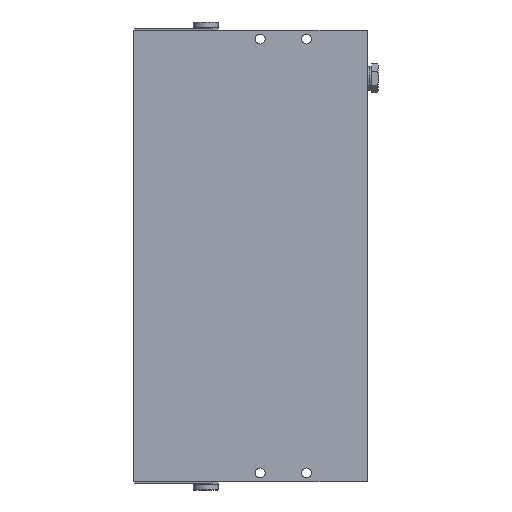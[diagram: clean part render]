
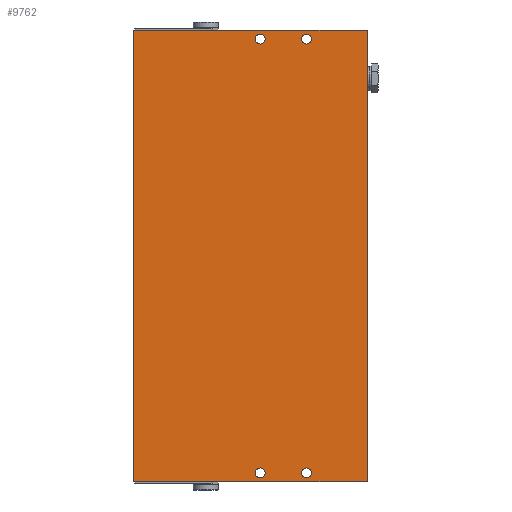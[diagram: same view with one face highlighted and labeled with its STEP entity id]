
A CAD part, front view. The second image highlights one B-rep face of the part: STEP entity #9762.
In plain terms, the highlighted planar face has unit normal (0, -1, 0).
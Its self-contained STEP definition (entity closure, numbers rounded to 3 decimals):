
#616=LINE('',#15488,#1246);
#661=LINE('',#15703,#1291);
#662=LINE('',#15713,#1292);
#663=LINE('',#15715,#1293);
#1246=VECTOR('',#12203,1000.);
#1291=VECTOR('',#12378,1000.);
#1292=VECTOR('',#12389,1000.);
#1293=VECTOR('',#12390,1000.);
#2146=ORIENTED_EDGE('',*,*,#4643,.T.);
#2147=ORIENTED_EDGE('',*,*,#4644,.T.);
#2148=ORIENTED_EDGE('',*,*,#4645,.T.);
#2149=ORIENTED_EDGE('',*,*,#4646,.T.);
#2150=ORIENTED_EDGE('',*,*,#4647,.T.);
#2151=ORIENTED_EDGE('',*,*,#4648,.F.);
#2152=ORIENTED_EDGE('',*,*,#4536,.F.);
#2153=ORIENTED_EDGE('',*,*,#4642,.T.);
#4536=EDGE_CURVE('',#5785,#5786,#616,.T.);
#4642=EDGE_CURVE('',#5785,#5890,#661,.T.);
#4643=EDGE_CURVE('',#5891,#5891,#6705,.T.);
#4644=EDGE_CURVE('',#5892,#5892,#6706,.T.);
#4645=EDGE_CURVE('',#5893,#5893,#6707,.T.);
#4646=EDGE_CURVE('',#5894,#5894,#6708,.T.);
#4647=EDGE_CURVE('',#5890,#5895,#662,.T.);
#4648=EDGE_CURVE('',#5786,#5895,#663,.T.);
#5785=VERTEX_POINT('',#15487);
#5786=VERTEX_POINT('',#15489);
#5890=VERTEX_POINT('',#15702);
#5891=VERTEX_POINT('',#15706);
#5892=VERTEX_POINT('',#15708);
#5893=VERTEX_POINT('',#15710);
#5894=VERTEX_POINT('',#15712);
#5895=VERTEX_POINT('',#15714);
#6705=CIRCLE('',#10707,2.75);
#6706=CIRCLE('',#10708,2.75);
#6707=CIRCLE('',#10709,2.75);
#6708=CIRCLE('',#10710,2.75);
#7237=EDGE_LOOP('',(#2146));
#7238=EDGE_LOOP('',(#2147));
#7239=EDGE_LOOP('',(#2148));
#7240=EDGE_LOOP('',(#2149));
#7241=EDGE_LOOP('',(#2150,#2151,#2152,#2153));
#8413=FACE_BOUND('',#7237,.T.);
#8414=FACE_BOUND('',#7238,.T.);
#8415=FACE_BOUND('',#7239,.T.);
#8416=FACE_BOUND('',#7240,.T.);
#8417=FACE_BOUND('',#7241,.T.);
#9438=PLANE('',#10706);
#9762=ADVANCED_FACE('',(#8413,#8414,#8415,#8416,#8417),#9438,.F.);
#10706=AXIS2_PLACEMENT_3D('',#15704,#12379,#12380);
#10707=AXIS2_PLACEMENT_3D('',#15705,#12381,#12382);
#10708=AXIS2_PLACEMENT_3D('',#15707,#12383,#12384);
#10709=AXIS2_PLACEMENT_3D('',#15709,#12385,#12386);
#10710=AXIS2_PLACEMENT_3D('',#15711,#12387,#12388);
#12203=DIRECTION('',(1.,0.,0.));
#12378=DIRECTION('',(0.,0.,-1.));
#12379=DIRECTION('',(0.,1.,0.));
#12380=DIRECTION('',(0.,0.,1.));
#12381=DIRECTION('',(0.,1.,0.));
#12382=DIRECTION('',(0.,0.,1.));
#12383=DIRECTION('',(0.,1.,0.));
#12384=DIRECTION('',(0.,0.,1.));
#12385=DIRECTION('',(0.,1.,0.));
#12386=DIRECTION('',(0.,0.,1.));
#12387=DIRECTION('',(0.,1.,0.));
#12388=DIRECTION('',(0.,0.,1.));
#12389=DIRECTION('',(1.,0.,0.));
#12390=DIRECTION('',(0.,0.,-1.));
#15487=CARTESIAN_POINT('',(0.,-42.5,253.5));
#15488=CARTESIAN_POINT('',(0.,-42.5,253.5));
#15489=CARTESIAN_POINT('',(131.,-42.5,253.5));
#15702=CARTESIAN_POINT('',(0.,-42.5,0.));
#15703=CARTESIAN_POINT('',(0.,-42.5,253.5));
#15704=CARTESIAN_POINT('',(0.,-42.5,253.5));
#15705=CARTESIAN_POINT('',(60.,-42.5,5.));
#15706=CARTESIAN_POINT('',(60.,-42.5,7.75));
#15707=CARTESIAN_POINT('',(34.,-42.5,248.5));
#15708=CARTESIAN_POINT('',(34.,-42.5,251.25));
#15709=CARTESIAN_POINT('',(60.,-42.5,248.5));
#15710=CARTESIAN_POINT('',(60.,-42.5,251.25));
#15711=CARTESIAN_POINT('',(34.,-42.5,5.));
#15712=CARTESIAN_POINT('',(34.,-42.5,7.75));
#15713=CARTESIAN_POINT('',(0.,-42.5,0.));
#15714=CARTESIAN_POINT('',(131.,-42.5,0.));
#15715=CARTESIAN_POINT('',(131.,-42.5,253.5));
